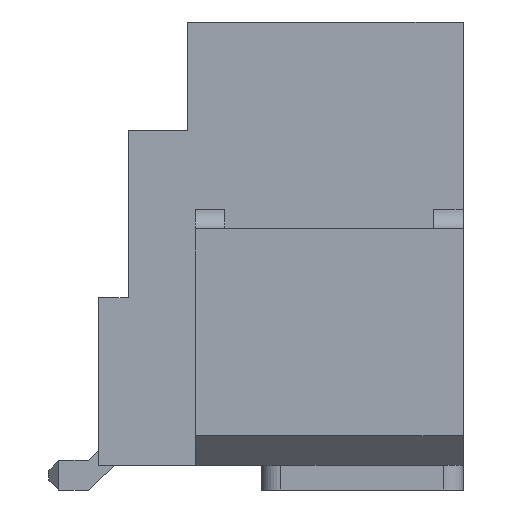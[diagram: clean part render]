
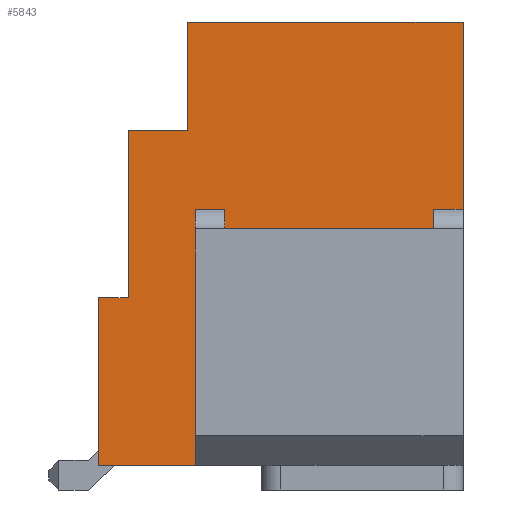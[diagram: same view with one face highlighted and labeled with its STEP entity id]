
A CAD part, left-side view. The second image highlights one B-rep face of the part: STEP entity #5843.
In plain terms, the highlighted face is planar.
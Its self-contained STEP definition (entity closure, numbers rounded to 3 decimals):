
#940=ORIENTED_EDGE('',*,*,#2128,.T.);
#941=ORIENTED_EDGE('',*,*,#1771,.T.);
#942=ORIENTED_EDGE('',*,*,#2202,.F.);
#943=ORIENTED_EDGE('',*,*,#2209,.F.);
#944=ORIENTED_EDGE('',*,*,#2030,.F.);
#945=ORIENTED_EDGE('',*,*,#2034,.F.);
#946=ORIENTED_EDGE('',*,*,#2036,.F.);
#947=ORIENTED_EDGE('',*,*,#2039,.F.);
#948=ORIENTED_EDGE('',*,*,#2194,.F.);
#949=ORIENTED_EDGE('',*,*,#2191,.F.);
#950=ORIENTED_EDGE('',*,*,#2208,.T.);
#951=ORIENTED_EDGE('',*,*,#1783,.T.);
#952=ORIENTED_EDGE('',*,*,#2124,.F.);
#953=ORIENTED_EDGE('',*,*,#2118,.T.);
#1771=EDGE_CURVE('',#2608,#2611,#3155,.T.);
#1783=EDGE_CURVE('',#2620,#2623,#3161,.T.);
#2030=EDGE_CURVE('',#2809,#2807,#3408,.T.);
#2034=EDGE_CURVE('',#2811,#2809,#3412,.T.);
#2036=EDGE_CURVE('',#2813,#2811,#3414,.T.);
#2039=EDGE_CURVE('',#2815,#2813,#3417,.T.);
#2118=EDGE_CURVE('',#2865,#2866,#3496,.T.);
#2124=EDGE_CURVE('',#2865,#2623,#3502,.T.);
#2128=EDGE_CURVE('',#2866,#2608,#3506,.T.);
#2191=EDGE_CURVE('',#2887,#2888,#3569,.T.);
#2194=EDGE_CURVE('',#2888,#2815,#3572,.T.);
#2202=EDGE_CURVE('',#2891,#2611,#3580,.T.);
#2208=EDGE_CURVE('',#2887,#2620,#3586,.T.);
#2209=EDGE_CURVE('',#2807,#2891,#3587,.T.);
#2608=VERTEX_POINT('',#7955);
#2611=VERTEX_POINT('',#7960);
#2620=VERTEX_POINT('',#7982);
#2623=VERTEX_POINT('',#7987);
#2807=VERTEX_POINT('',#8479);
#2809=VERTEX_POINT('',#8483);
#2811=VERTEX_POINT('',#8490);
#2813=VERTEX_POINT('',#8495);
#2815=VERTEX_POINT('',#8501);
#2865=VERTEX_POINT('',#8658);
#2866=VERTEX_POINT('',#8659);
#2887=VERTEX_POINT('',#8800);
#2888=VERTEX_POINT('',#8802);
#2891=VERTEX_POINT('',#8817);
#3155=LINE('',#7961,#3963);
#3161=LINE('',#7988,#3969);
#3408=LINE('',#8484,#4216);
#3412=LINE('',#8491,#4220);
#3414=LINE('',#8496,#4222);
#3417=LINE('',#8502,#4225);
#3496=LINE('',#8657,#4304);
#3502=LINE('',#8669,#4310);
#3506=LINE('',#8676,#4314);
#3569=LINE('',#8801,#4377);
#3572=LINE('',#8806,#4380);
#3580=LINE('',#8818,#4388);
#3586=LINE('',#8827,#4394);
#3587=LINE('',#8830,#4395);
#3963=VECTOR('',#6453,1000.);
#3969=VECTOR('',#6477,1000.);
#4216=VECTOR('',#6850,1000.);
#4220=VECTOR('',#6856,1000.);
#4222=VECTOR('',#6860,1000.);
#4225=VECTOR('',#6865,1000.);
#4304=VECTOR('',#6998,1000.);
#4310=VECTOR('',#7006,1000.);
#4314=VECTOR('',#7014,1000.);
#4377=VECTOR('',#7167,1000.);
#4380=VECTOR('',#7172,1000.);
#4388=VECTOR('',#7182,1000.);
#4394=VECTOR('',#7194,1000.);
#4395=VECTOR('',#7199,1000.);
#4919=EDGE_LOOP('',(#940,#941,#942,#943,#944,#945,#946,#947,#948,#949,#950,
#951,#952,#953));
#5239=FACE_BOUND('',#4919,.T.);
#5545=PLANE('',#6240);
#5843=ADVANCED_FACE('',(#5239),#5545,.F.);
#6240=AXIS2_PLACEMENT_3D('',#8829,#7197,#7198);
#6453=DIRECTION('',(0.,1.,0.));
#6477=DIRECTION('',(0.,1.,0.));
#6850=DIRECTION('',(0.,0.,1.));
#6856=DIRECTION('',(0.,1.,0.));
#6860=DIRECTION('',(0.,0.,1.));
#6865=DIRECTION('',(0.,1.,0.));
#6998=DIRECTION('',(0.,1.,0.));
#7006=DIRECTION('',(0.,0.,1.));
#7014=DIRECTION('',(0.,0.,1.));
#7167=DIRECTION('',(0.,-1.,0.));
#7172=DIRECTION('',(0.,0.,1.));
#7182=DIRECTION('',(0.,0.,-1.));
#7194=DIRECTION('',(0.,0.,1.));
#7197=DIRECTION('',(-1.,0.,0.));
#7198=DIRECTION('',(0.,0.,1.));
#7199=DIRECTION('',(0.,1.,0.));
#7955=CARTESIAN_POINT('',(4.,1.55,0.35));
#7960=CARTESIAN_POINT('',(4.,1.85,0.35));
#7961=CARTESIAN_POINT('',(4.,0.,0.35));
#7982=CARTESIAN_POINT('',(4.,-0.87,0.35));
#7987=CARTESIAN_POINT('',(4.,-0.57,0.35));
#7988=CARTESIAN_POINT('',(4.,0.,0.35));
#8479=CARTESIAN_POINT('',(4.,-0.95,2.25));
#8483=CARTESIAN_POINT('',(4.,-0.95,1.15));
#8484=CARTESIAN_POINT('',(4.,-0.95,1.15));
#8490=CARTESIAN_POINT('',(4.,-1.55,1.15));
#8491=CARTESIAN_POINT('',(4.,-1.55,1.15));
#8495=CARTESIAN_POINT('',(4.,-1.55,-0.55));
#8496=CARTESIAN_POINT('',(4.,-1.55,-0.55));
#8501=CARTESIAN_POINT('',(4.,-1.85,-0.55));
#8502=CARTESIAN_POINT('',(4.,-1.85,-0.55));
#8657=CARTESIAN_POINT('',(4.,-0.57,-0.15));
#8658=CARTESIAN_POINT('',(4.,-0.57,-0.15));
#8659=CARTESIAN_POINT('',(4.,1.55,-0.15));
#8669=CARTESIAN_POINT('',(4.,-0.57,-0.15));
#8676=CARTESIAN_POINT('',(4.,1.55,-0.15));
#8800=CARTESIAN_POINT('',(4.,-0.87,-2.25));
#8801=CARTESIAN_POINT('',(4.,1.85,-2.25));
#8802=CARTESIAN_POINT('',(4.,-1.85,-2.25));
#8806=CARTESIAN_POINT('',(4.,-1.85,-2.25));
#8817=CARTESIAN_POINT('',(4.,1.85,2.25));
#8818=CARTESIAN_POINT('',(4.,1.85,2.25));
#8827=CARTESIAN_POINT('',(4.,-0.87,-2.25));
#8829=CARTESIAN_POINT('',(4.,0.,0.));
#8830=CARTESIAN_POINT('',(4.,-1.85,2.25));
